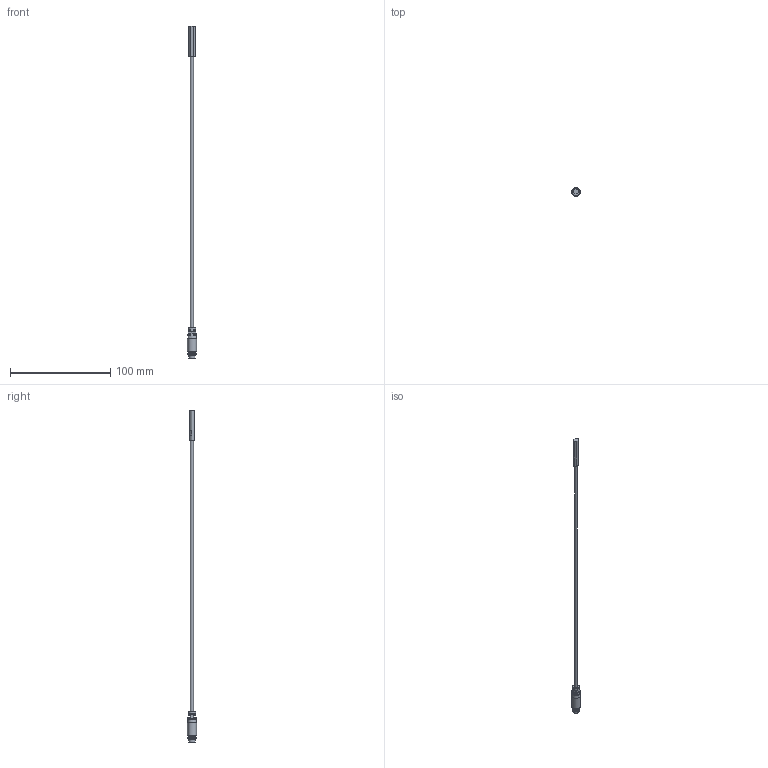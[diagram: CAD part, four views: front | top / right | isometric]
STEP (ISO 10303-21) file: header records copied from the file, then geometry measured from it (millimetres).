
FILE_DESCRIPTION(/* description */ (''),/* implementation_level */ '2;1');
FILE_NAME(/* name */ 'L#S_#.stp',/* time_stamp */ '2017-11-06T11:42:23+01:00',/* author */ ('Maniean1'),/* organization */ ('Pneumax S.p.A.'),/* preprocessor_version */ 'ST-DEVELOPER v16.5',/* originating_system */ 'Autodesk Inventor 2017',/* authorisation */ '');
FILE_SCHEMA (('AUTOMOTIVE_DESIGN { 1 0 10303 214 3 1 1 }'));
Length unit declared in the file: millimetre
Products named in the file (3): 1590 300mm CON CONNETTORE; 1590 connettore; 1590 CON CONNETTORE
Assembly tree (2 placements, depth 2):
  1590 300mm CON CONNETTORE
    1590 connettore
    1590 CON CONNETTORE
Bounding box: 9 x 9 x 331 mm (x, y, z)
Volume: 3892.2 mm3; surface area: 4378.5 mm2
Topology: 2 solids, 2 shells, 159 faces, 394 edges, 260 vertices
Faces by surface type: plane 83, bspline 38, cylinder 33, cone 5
Full cylindrical faces by diameter (mm): 1 x3, 3 x3, 5.8 x1, 6.5 x2, 8 x1, 9 x1
Entity records: 5057 total; most frequent: CARTESIAN_POINT 1346, ORIENTED_EDGE 744, DIRECTION 617, EDGE_CURVE 372, VERTEX_POINT 255, AXIS2_PLACEMENT_3D 211, EDGE_LOOP 199, LINE 195
